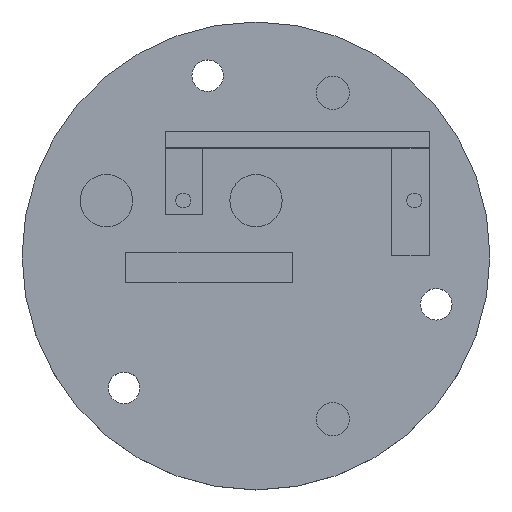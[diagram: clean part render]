
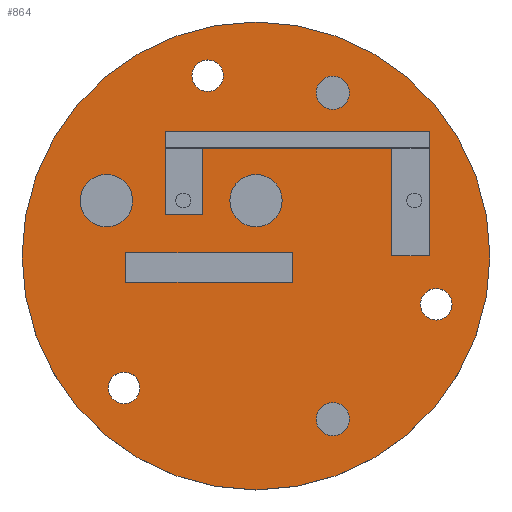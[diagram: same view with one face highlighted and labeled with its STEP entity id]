
A CAD part, top view. The second image highlights one B-rep face of the part: STEP entity #864.
In plain terms, the highlighted planar face has unit normal (0, 0, 1).
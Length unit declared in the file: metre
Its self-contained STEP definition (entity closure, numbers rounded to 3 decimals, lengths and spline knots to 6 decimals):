
#48=LINE('',#1360,#126);
#49=LINE('',#1363,#127);
#50=LINE('',#1365,#128);
#51=LINE('',#1367,#129);
#52=LINE('',#1368,#130);
#53=LINE('',#1371,#131);
#54=LINE('',#1373,#132);
#55=LINE('',#1375,#133);
#56=LINE('',#1377,#134);
#57=LINE('',#1379,#135);
#58=LINE('',#1381,#136);
#59=LINE('',#1383,#137);
#126=VECTOR('',#1089,1.);
#127=VECTOR('',#1090,1.);
#128=VECTOR('',#1091,1.);
#129=VECTOR('',#1092,1.);
#130=VECTOR('',#1093,1.);
#131=VECTOR('',#1094,1.);
#132=VECTOR('',#1095,1.);
#133=VECTOR('',#1096,1.);
#134=VECTOR('',#1097,1.);
#135=VECTOR('',#1098,1.);
#136=VECTOR('',#1099,1.);
#137=VECTOR('',#1100,1.);
#217=ORIENTED_EDGE('',*,*,#438,.T.);
#218=ORIENTED_EDGE('',*,*,#439,.F.);
#219=ORIENTED_EDGE('',*,*,#440,.F.);
#220=ORIENTED_EDGE('',*,*,#441,.F.);
#221=ORIENTED_EDGE('',*,*,#442,.F.);
#222=ORIENTED_EDGE('',*,*,#443,.F.);
#223=ORIENTED_EDGE('',*,*,#444,.F.);
#224=ORIENTED_EDGE('',*,*,#445,.F.);
#225=ORIENTED_EDGE('',*,*,#446,.T.);
#226=ORIENTED_EDGE('',*,*,#447,.T.);
#227=ORIENTED_EDGE('',*,*,#448,.F.);
#228=ORIENTED_EDGE('',*,*,#449,.F.);
#229=ORIENTED_EDGE('',*,*,#450,.T.);
#230=ORIENTED_EDGE('',*,*,#451,.T.);
#231=ORIENTED_EDGE('',*,*,#452,.F.);
#232=ORIENTED_EDGE('',*,*,#453,.T.);
#233=ORIENTED_EDGE('',*,*,#454,.F.);
#234=ORIENTED_EDGE('',*,*,#455,.F.);
#235=ORIENTED_EDGE('',*,*,#456,.T.);
#236=ORIENTED_EDGE('',*,*,#457,.F.);
#438=EDGE_CURVE('',#547,#547,#615,.T.);
#439=EDGE_CURVE('',#548,#548,#616,.T.);
#440=EDGE_CURVE('',#549,#549,#617,.T.);
#441=EDGE_CURVE('',#550,#550,#618,.T.);
#442=EDGE_CURVE('',#551,#551,#619,.T.);
#443=EDGE_CURVE('',#552,#552,#620,.T.);
#444=EDGE_CURVE('',#553,#553,#621,.T.);
#445=EDGE_CURVE('',#554,#554,#622,.T.);
#446=EDGE_CURVE('',#555,#556,#48,.T.);
#447=EDGE_CURVE('',#556,#557,#49,.T.);
#448=EDGE_CURVE('',#558,#557,#50,.T.);
#449=EDGE_CURVE('',#555,#558,#51,.T.);
#450=EDGE_CURVE('',#559,#560,#52,.T.);
#451=EDGE_CURVE('',#560,#561,#53,.T.);
#452=EDGE_CURVE('',#562,#561,#54,.T.);
#453=EDGE_CURVE('',#562,#563,#55,.T.);
#454=EDGE_CURVE('',#564,#563,#56,.T.);
#455=EDGE_CURVE('',#565,#564,#57,.T.);
#456=EDGE_CURVE('',#565,#566,#58,.T.);
#457=EDGE_CURVE('',#559,#566,#59,.T.);
#547=VERTEX_POINT('',#1345);
#548=VERTEX_POINT('',#1347);
#549=VERTEX_POINT('',#1349);
#550=VERTEX_POINT('',#1351);
#551=VERTEX_POINT('',#1353);
#552=VERTEX_POINT('',#1355);
#553=VERTEX_POINT('',#1357);
#554=VERTEX_POINT('',#1359);
#555=VERTEX_POINT('',#1361);
#556=VERTEX_POINT('',#1362);
#557=VERTEX_POINT('',#1364);
#558=VERTEX_POINT('',#1366);
#559=VERTEX_POINT('',#1369);
#560=VERTEX_POINT('',#1370);
#561=VERTEX_POINT('',#1372);
#562=VERTEX_POINT('',#1374);
#563=VERTEX_POINT('',#1376);
#564=VERTEX_POINT('',#1378);
#565=VERTEX_POINT('',#1380);
#566=VERTEX_POINT('',#1382);
#615=CIRCLE('',#945,0.02815);
#616=CIRCLE('',#946,0.0019);
#617=CIRCLE('',#947,0.0019);
#618=CIRCLE('',#948,0.0019);
#619=CIRCLE('',#949,0.002);
#620=CIRCLE('',#950,0.002);
#621=CIRCLE('',#951,0.00315);
#622=CIRCLE('',#952,0.00315);
#648=EDGE_LOOP('',(#217));
#649=EDGE_LOOP('',(#218));
#650=EDGE_LOOP('',(#219));
#651=EDGE_LOOP('',(#220));
#652=EDGE_LOOP('',(#221));
#653=EDGE_LOOP('',(#222));
#654=EDGE_LOOP('',(#223));
#655=EDGE_LOOP('',(#224));
#656=EDGE_LOOP('',(#225,#226,#227,#228));
#657=EDGE_LOOP('',(#229,#230,#231,#232,#233,#234,#235,#236));
#738=FACE_BOUND('',#648,.T.);
#739=FACE_BOUND('',#649,.T.);
#740=FACE_BOUND('',#650,.T.);
#741=FACE_BOUND('',#651,.T.);
#742=FACE_BOUND('',#652,.T.);
#743=FACE_BOUND('',#653,.T.);
#744=FACE_BOUND('',#654,.T.);
#745=FACE_BOUND('',#655,.T.);
#746=FACE_BOUND('',#656,.T.);
#747=FACE_BOUND('',#657,.T.);
#821=PLANE('',#944);
#864=ADVANCED_FACE('',(#738,#739,#740,#741,#742,#743,#744,#745,#746,#747),
#821,.T.);
#944=AXIS2_PLACEMENT_3D('',#1343,#1071,#1072);
#945=AXIS2_PLACEMENT_3D('',#1344,#1073,#1074);
#946=AXIS2_PLACEMENT_3D('',#1346,#1075,#1076);
#947=AXIS2_PLACEMENT_3D('',#1348,#1077,#1078);
#948=AXIS2_PLACEMENT_3D('',#1350,#1079,#1080);
#949=AXIS2_PLACEMENT_3D('',#1352,#1081,#1082);
#950=AXIS2_PLACEMENT_3D('',#1354,#1083,#1084);
#951=AXIS2_PLACEMENT_3D('',#1356,#1085,#1086);
#952=AXIS2_PLACEMENT_3D('',#1358,#1087,#1088);
#1071=DIRECTION('',(0.,0.,1.));
#1072=DIRECTION('',(1.,0.,0.));
#1073=DIRECTION('',(0.,0.,1.));
#1074=DIRECTION('',(1.,0.,0.));
#1075=DIRECTION('',(0.,0.,1.));
#1076=DIRECTION('',(1.,0.,0.));
#1077=DIRECTION('',(0.,0.,1.));
#1078=DIRECTION('',(1.,0.,0.));
#1079=DIRECTION('',(0.,0.,1.));
#1080=DIRECTION('',(1.,0.,0.));
#1081=DIRECTION('',(0.,0.,1.));
#1082=DIRECTION('',(1.,0.,0.));
#1083=DIRECTION('',(0.,0.,1.));
#1084=DIRECTION('',(1.,0.,0.));
#1085=DIRECTION('',(0.,0.,1.));
#1086=DIRECTION('',(1.,0.,0.));
#1087=DIRECTION('',(0.,0.,1.));
#1088=DIRECTION('',(1.,0.,0.));
#1089=DIRECTION('',(0.,1.,0.));
#1090=DIRECTION('',(1.,0.,0.));
#1091=DIRECTION('',(0.,1.,0.));
#1092=DIRECTION('',(1.,0.,0.));
#1093=DIRECTION('',(1.,0.,0.));
#1094=DIRECTION('',(0.,-1.,0.));
#1095=DIRECTION('',(1.,0.,0.));
#1096=DIRECTION('',(0.,1.,0.));
#1097=DIRECTION('',(1.,0.,0.));
#1098=DIRECTION('',(0.,1.,0.));
#1099=DIRECTION('',(-1.,0.,0.));
#1100=DIRECTION('',(0.,-1.,0.));
#1343=CARTESIAN_POINT('',(0.,0.,0.036));
#1344=CARTESIAN_POINT('',(0.,0.,0.036));
#1345=CARTESIAN_POINT('',(0.02815,0.,0.036));
#1346=CARTESIAN_POINT('',(0.021683,-0.00581,0.036));
#1347=CARTESIAN_POINT('',(0.023583,-0.00581,0.036));
#1348=CARTESIAN_POINT('',(-0.015873,-0.015873,0.036));
#1349=CARTESIAN_POINT('',(-0.013973,-0.015873,0.036));
#1350=CARTESIAN_POINT('',(-0.00581,0.021683,0.036));
#1351=CARTESIAN_POINT('',(-0.00391,0.021683,0.036));
#1352=CARTESIAN_POINT('',(0.009236,-0.01963,0.036));
#1353=CARTESIAN_POINT('',(0.011236,-0.01963,0.036));
#1354=CARTESIAN_POINT('',(0.009236,0.01963,0.036));
#1355=CARTESIAN_POINT('',(0.011236,0.01963,0.036));
#1356=CARTESIAN_POINT('',(-0.018,0.00665,0.036));
#1357=CARTESIAN_POINT('',(-0.01485,0.00665,0.036));
#1358=CARTESIAN_POINT('',(0.,0.00665,0.036));
#1359=CARTESIAN_POINT('',(0.00315,0.00665,0.036));
#1360=CARTESIAN_POINT('',(-0.01565,-0.00215,0.036));
#1361=CARTESIAN_POINT('',(-0.01565,-0.00315,0.036));
#1362=CARTESIAN_POINT('',(-0.01565,-0.00115,0.036));
#1363=CARTESIAN_POINT('',(-0.00565,-0.00115,0.036));
#1364=CARTESIAN_POINT('',(0.00435,-0.00115,0.036));
#1365=CARTESIAN_POINT('',(0.00435,-0.00215,0.036));
#1366=CARTESIAN_POINT('',(0.00435,-0.00315,0.036));
#1367=CARTESIAN_POINT('',(-0.00565,-0.00315,0.036));
#1368=CARTESIAN_POINT('',(0.01859,0.01495,0.036));
#1369=CARTESIAN_POINT('',(-0.010926,0.01495,0.036));
#1370=CARTESIAN_POINT('',(0.02084,0.01495,0.036));
#1371=CARTESIAN_POINT('',(0.02084,0.014125,0.036));
#1372=CARTESIAN_POINT('',(0.02084,0.,0.036));
#1373=CARTESIAN_POINT('',(0.01859,0.,0.036));
#1374=CARTESIAN_POINT('',(0.01634,0.,0.036));
#1375=CARTESIAN_POINT('',(0.01634,0.006475,0.036));
#1376=CARTESIAN_POINT('',(0.01634,0.01295,0.036));
#1377=CARTESIAN_POINT('',(0.004957,0.01295,0.036));
#1378=CARTESIAN_POINT('',(-0.006426,0.01295,0.036));
#1379=CARTESIAN_POINT('',(-0.006426,0.008975,0.036));
#1380=CARTESIAN_POINT('',(-0.006426,0.005,0.036));
#1381=CARTESIAN_POINT('',(-0.008676,0.005,0.036));
#1382=CARTESIAN_POINT('',(-0.010926,0.005,0.036));
#1383=CARTESIAN_POINT('',(-0.010926,0.014125,0.036));
